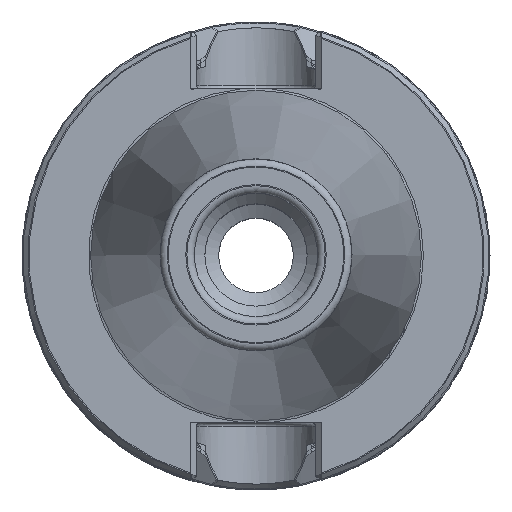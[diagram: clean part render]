
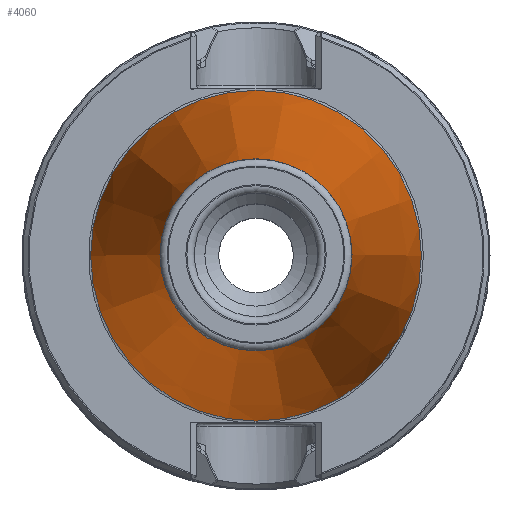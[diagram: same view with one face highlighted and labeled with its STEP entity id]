
A CAD part, top view. The second image highlights one B-rep face of the part: STEP entity #4060.
In plain terms, the highlighted conical face has half-angle 8.297 degrees and reference radius 12.867 mm.
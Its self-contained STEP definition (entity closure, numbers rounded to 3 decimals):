
#494=CONICAL_SURFACE('',#4374,12.867,0.145);
#1001=ORIENTED_EDGE('',*,*,#1556,.T.);
#1002=ORIENTED_EDGE('',*,*,#1557,.T.);
#1556=EDGE_CURVE('',#1870,#1870,#2014,.F.);
#1557=EDGE_CURVE('',#1871,#1871,#2015,.T.);
#1870=VERTEX_POINT('',#6240);
#1871=VERTEX_POINT('',#6242);
#2014=CIRCLE('',#4375,12.992);
#2015=CIRCLE('',#4376,22.375);
#2207=EDGE_LOOP('',(#1001));
#2208=EDGE_LOOP('',(#1002));
#2467=FACE_BOUND('',#2207,.T.);
#2468=FACE_BOUND('',#2208,.T.);
#4060=ADVANCED_FACE('',(#2467,#2468),#494,.T.);
#4374=AXIS2_PLACEMENT_3D('',#6238,#5044,#5045);
#4375=AXIS2_PLACEMENT_3D('',#6239,#5046,#5047);
#4376=AXIS2_PLACEMENT_3D('',#6241,#5048,#5049);
#5044=DIRECTION('',(0.,0.,-1.));
#5045=DIRECTION('',(-1.,0.,0.));
#5046=DIRECTION('',(0.,0.,1.));
#5047=DIRECTION('',(1.,0.,0.));
#5048=DIRECTION('',(0.,0.,1.));
#5049=DIRECTION('',(1.,0.,0.));
#6238=CARTESIAN_POINT('',(0.,0.,65.6));
#6239=CARTESIAN_POINT('',(0.,0.,64.744));
#6240=CARTESIAN_POINT('',(12.992,0.,64.744));
#6241=CARTESIAN_POINT('',(0.,0.,0.4));
#6242=CARTESIAN_POINT('',(22.375,0.,0.4));
